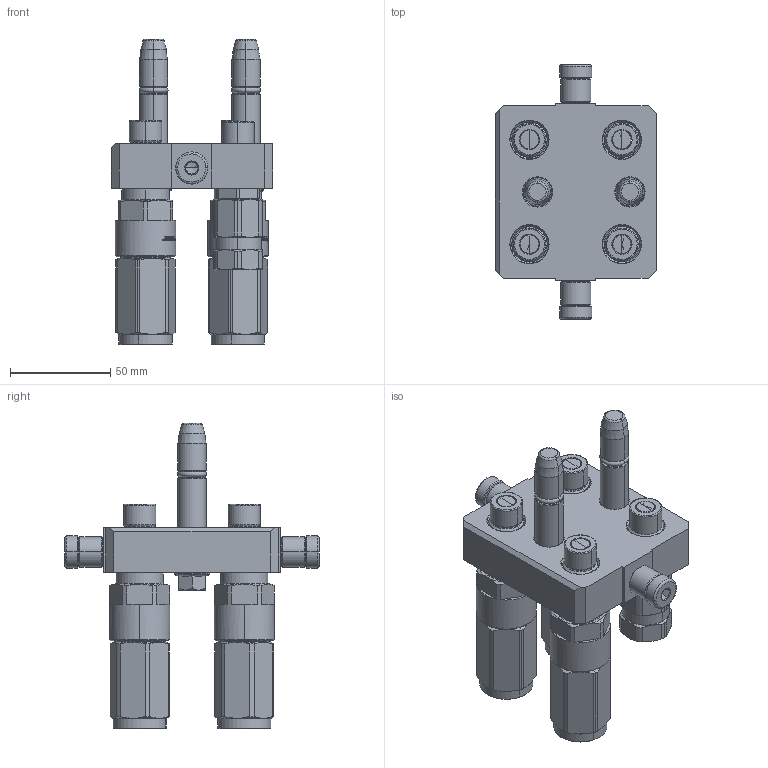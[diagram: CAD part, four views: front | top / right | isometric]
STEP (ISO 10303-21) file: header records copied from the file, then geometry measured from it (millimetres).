
FILE_DESCRIPTION (( 'STEP AP214' ), '1' );
FILE_NAME ('FASTER.step', '2025-01-28T11:20:59', ( '' ), ( '' ), 'SwSTEP 2.0', 'SolidWorks 2017', '' );
FILE_SCHEMA (( 'AUTOMOTIVE_DESIGN' ));
Length unit declared in the file: millimetre
Products named in the file (12): 1540_080_0008_000; 4830_028_1000_011; 4830_021_0000_000; 2ffnp14_gas_m2v; 4820_010_1000_000; 4830_013_3000_030; P404_M_BASE; or2_62x9_19_m; FASTER; 3ffnp14_gas_ms; et002
Assembly tree (18 placements, depth 3):
  FASTER
    P404_M_BASE
      4820_010_1000_000
      4830_021_0000_000  x2
      1540_080_0008_000  x2
      4830_013_3000_030  x2
      or2_62x9_19_m  x2
      4830_028_1000_011  x2
    3ffnp14_gas_ms  x3
      3ffnp14_gas_ms
    2ffnp14_gas_m2v
    et002
Bounding box: 80.3 x 126.6 x 151.9 mm (x, y, z)
Volume: 21984.7 mm3; surface area: 95032.2 mm2
Topology: 7 solids, 41 shells, 2022 faces, 6005 edges, 3967 vertices
Faces by surface type: plane 1127, cylinder 349, cone 345, torus 106, bspline 95
Entity records: 53127 total; most frequent: CARTESIAN_POINT 14174, ORIENTED_EDGE 7445, DIRECTION 7032, EDGE_CURVE 3923, VECTOR 2610, LINE 2610, VERTEX_POINT 2571, AXIS2_PLACEMENT_3D 2211
